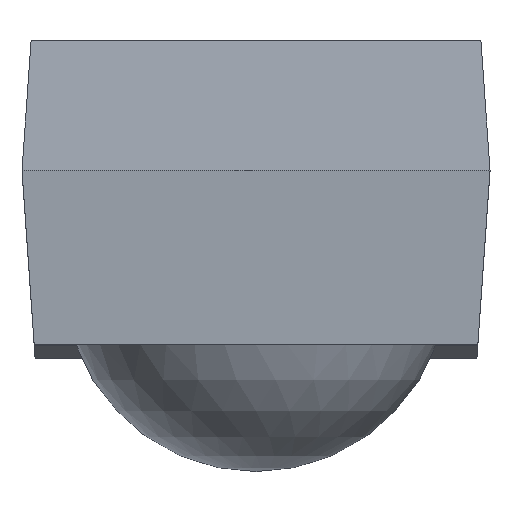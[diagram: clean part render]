
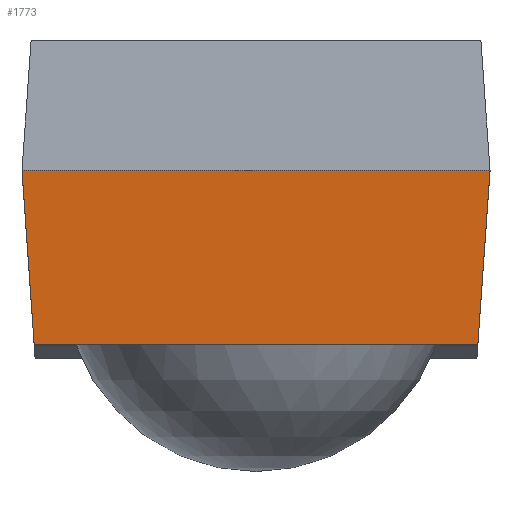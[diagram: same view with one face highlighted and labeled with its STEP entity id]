
A CAD part, top view. The second image highlights one B-rep face of the part: STEP entity #1773.
In plain terms, the highlighted planar face has unit normal (0, -0.07, 0.998).
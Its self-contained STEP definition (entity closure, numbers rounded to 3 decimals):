
#251=ORIENTED_EDGE('',*,*,#534,.F.);
#252=ORIENTED_EDGE('',*,*,#535,.T.);
#253=ORIENTED_EDGE('',*,*,#533,.T.);
#254=ORIENTED_EDGE('',*,*,#536,.T.);
#533=EDGE_CURVE('',#679,#682,#832,.T.);
#534=EDGE_CURVE('',#683,#684,#833,.T.);
#535=EDGE_CURVE('',#683,#679,#834,.F.);
#536=EDGE_CURVE('',#682,#684,#835,.F.);
#679=VERTEX_POINT('',#2458);
#682=VERTEX_POINT('',#2464);
#683=VERTEX_POINT('',#2468);
#684=VERTEX_POINT('',#2469);
#832=LINE('',#2465,#1001);
#833=LINE('',#2467,#1002);
#834=LINE('',#2470,#1003);
#835=LINE('',#2471,#1004);
#1001=VECTOR('',#2089,1000.);
#1002=VECTOR('',#2092,1000.);
#1003=VECTOR('',#2093,1000.);
#1004=VECTOR('',#2094,1000.);
#1098=EDGE_LOOP('',(#251,#252,#253,#254));
#1167=FACE_BOUND('',#1098,.T.);
#1232=PLANE('',#1854);
#1773=ADVANCED_FACE('',(#1167),#1232,.T.);
#1854=AXIS2_PLACEMENT_3D('',#2466,#2090,#2091);
#2089=DIRECTION('',(0.07,0.995,0.07));
#2090=DIRECTION('',(0.,-0.07,0.998));
#2091=DIRECTION('',(0.,-0.998,-0.07));
#2092=DIRECTION('',(-0.07,0.995,0.07));
#2093=DIRECTION('',(-1.,0.,0.));
#2094=DIRECTION('',(1.,0.,0.));
#2458=CARTESIAN_POINT('',(2.844,-2.234,3.319));
#2464=CARTESIAN_POINT('',(3.,0.,3.475));
#2465=CARTESIAN_POINT('',(2.985,-0.208,3.46));
#2466=CARTESIAN_POINT('',(0.,0.,3.475));
#2467=CARTESIAN_POINT('',(-2.983,-0.241,3.458));
#2468=CARTESIAN_POINT('',(-2.844,-2.234,3.319));
#2469=CARTESIAN_POINT('',(-3.,0.,3.475));
#2470=CARTESIAN_POINT('',(0.,-2.234,3.319));
#2471=CARTESIAN_POINT('',(0.,0.,3.475));
